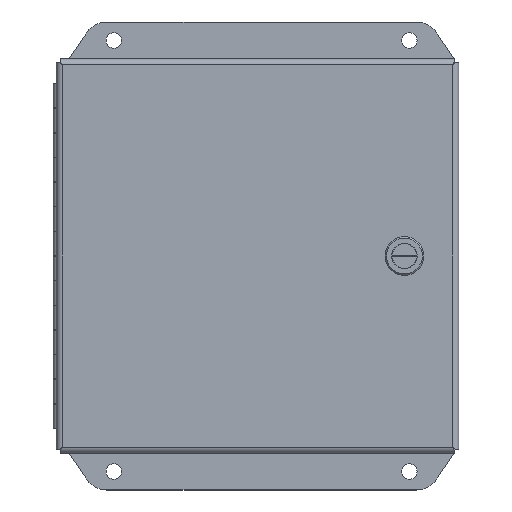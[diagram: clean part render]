
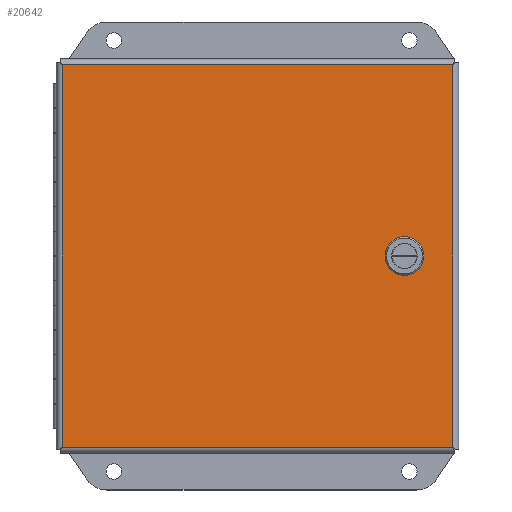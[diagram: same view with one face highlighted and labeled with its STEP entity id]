
A CAD part, front view. The second image highlights one B-rep face of the part: STEP entity #20642.
In plain terms, the highlighted planar face has unit normal (0, -1, 0).
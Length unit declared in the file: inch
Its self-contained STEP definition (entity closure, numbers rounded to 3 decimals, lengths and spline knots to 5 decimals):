
#181 = VECTOR ( 'NONE', #1021, 39.37008 ) ;
#336 = VECTOR ( 'NONE', #18719, 39.37008 ) ;
#540 = LINE ( 'NONE', #10175, #14262 ) ;
#1021 = DIRECTION ( 'NONE',  ( 0.707, 0., -0.707 ) ) ;
#1130 = CARTESIAN_POINT ( 'NONE',  ( 2.82441, -4.61697, -0.331 ) ) ;
#1168 = VECTOR ( 'NONE', #7545, 39.37008 ) ;
#1239 = VERTEX_POINT ( 'NONE', #13462 ) ;
#1414 = CARTESIAN_POINT ( 'NONE',  ( 2.82441, -4.61697, 0.331 ) ) ;
#1516 = ORIENTED_EDGE ( 'NONE', *, *, #7747, .T. ) ;
#1572 = VECTOR ( 'NONE', #4369, 39.37008 ) ;
#1781 = CARTESIAN_POINT ( 'NONE',  ( 3.231, -4.61697, 0.07559 ) ) ;
#2187 = PLANE ( 'NONE',  #18208 ) ;
#2261 = EDGE_CURVE ( 'NONE', #7324, #16972, #7438, .T. ) ;
#2646 = EDGE_CURVE ( 'NONE', #18843, #11476, #10804, .T. ) ;
#2692 = ORIENTED_EDGE ( 'NONE', *, *, #2261, .T. ) ;
#2724 = VECTOR ( 'NONE', #4767, 39.37008 ) ;
#2850 = VECTOR ( 'NONE', #18096, 39.37008 ) ;
#2863 = CARTESIAN_POINT ( 'NONE',  ( 2.82441, -4.61697, -0.331 ) ) ;
#2890 = VERTEX_POINT ( 'NONE', #2863 ) ;
#3696 = EDGE_CURVE ( 'NONE', #2890, #11160, #19684, .T. ) ;
#4088 = ORIENTED_EDGE ( 'NONE', *, *, #17668, .F. ) ;
#4369 = DIRECTION ( 'NONE',  ( 0., 0., 1. ) ) ;
#4767 = DIRECTION ( 'NONE',  ( 0., 0., 1. ) ) ;
#4849 = CARTESIAN_POINT ( 'NONE',  ( 2.97559, -4.61697, -0.331 ) ) ;
#4959 = LINE ( 'NONE', #19458, #6701 ) ;
#5240 = ORIENTED_EDGE ( 'NONE', *, *, #2646, .F. ) ;
#5271 = EDGE_CURVE ( 'NONE', #6193, #1239, #12411, .T. ) ;
#5414 = DIRECTION ( 'NONE',  ( 0.707, 0., 0.707 ) ) ;
#5539 = CARTESIAN_POINT ( 'NONE',  ( 3.231, -4.61697, -0.07559 ) ) ;
#5813 = LINE ( 'NONE', #10467, #336 ) ;
#6184 = CARTESIAN_POINT ( 'NONE',  ( 2.569, -4.61697, -0.07559 ) ) ;
#6193 = VERTEX_POINT ( 'NONE', #5539 ) ;
#6513 = CARTESIAN_POINT ( 'NONE',  ( 2.569, -4.61697, 0.07559 ) ) ;
#6604 = CARTESIAN_POINT ( 'NONE',  ( 2.569, -4.61697, -0.07559 ) ) ;
#6691 = EDGE_CURVE ( 'NONE', #16972, #15534, #12808, .T. ) ;
#6701 = VECTOR ( 'NONE', #8548, 39.37008 ) ;
#7010 = ORIENTED_EDGE ( 'NONE', *, *, #6691, .T. ) ;
#7056 = CARTESIAN_POINT ( 'NONE',  ( 3.8785, -4.61697, -3.8785 ) ) ;
#7324 = VERTEX_POINT ( 'NONE', #20595 ) ;
#7438 = LINE ( 'NONE', #20572, #1168 ) ;
#7545 = DIRECTION ( 'NONE',  ( 1., 0., 0. ) ) ;
#7747 = EDGE_CURVE ( 'NONE', #18846, #7324, #9426, .T. ) ;
#7945 = DIRECTION ( 'NONE',  ( 0., 0., -1. ) ) ;
#8105 = EDGE_CURVE ( 'NONE', #1239, #20086, #5813, .T. ) ;
#8120 = VECTOR ( 'NONE', #7945, 39.37008 ) ;
#8325 = FACE_BOUND ( 'NONE', #13179, .T. ) ;
#8430 = DIRECTION ( 'NONE',  ( 0., -1., 0. ) ) ;
#8548 = DIRECTION ( 'NONE',  ( -1., 0., 0. ) ) ;
#8628 = ORIENTED_EDGE ( 'NONE', *, *, #5271, .F. ) ;
#9270 = EDGE_CURVE ( 'NONE', #11160, #6193, #540, .T. ) ;
#9426 = LINE ( 'NONE', #9625, #8120 ) ;
#9455 = LINE ( 'NONE', #6184, #18111 ) ;
#9625 = CARTESIAN_POINT ( 'NONE',  ( -4.0455, -4.61697, -3.8785 ) ) ;
#10054 = CARTESIAN_POINT ( 'NONE',  ( 2.97559, -4.61697, -0.331 ) ) ;
#10175 = CARTESIAN_POINT ( 'NONE',  ( 3.231, -4.61697, -0.07559 ) ) ;
#10467 = CARTESIAN_POINT ( 'NONE',  ( 2.97559, -4.61697, 0.331 ) ) ;
#10731 = ORIENTED_EDGE ( 'NONE', *, *, #3696, .F. ) ;
#10738 = LINE ( 'NONE', #1414, #15013 ) ;
#10804 = LINE ( 'NONE', #12073, #19191 ) ;
#11160 = VERTEX_POINT ( 'NONE', #4849 ) ;
#11388 = ORIENTED_EDGE ( 'NONE', *, *, #19753, .T. ) ;
#11476 = VERTEX_POINT ( 'NONE', #6513 ) ;
#11582 = CARTESIAN_POINT ( 'NONE',  ( 2.82441, -4.61697, 0.331 ) ) ;
#11714 = EDGE_CURVE ( 'NONE', #20086, #18843, #10738, .T. ) ;
#11967 = DIRECTION ( 'NONE',  ( -0.707, 0., -0.707 ) ) ;
#12073 = CARTESIAN_POINT ( 'NONE',  ( 2.569, -4.61697, 0.07559 ) ) ;
#12411 = LINE ( 'NONE', #1781, #1572 ) ;
#12633 = DIRECTION ( 'NONE',  ( 0., 0., -1. ) ) ;
#12737 = DIRECTION ( 'NONE',  ( -1., 0., 0. ) ) ;
#12808 = LINE ( 'NONE', #19267, #2724 ) ;
#13179 = EDGE_LOOP ( 'NONE', ( #10731, #14654, #4088, #5240, #15987, #16772, #8628, #17491 ) ) ;
#13196 = DIRECTION ( 'NONE',  ( 0., 0., -1. ) ) ;
#13462 = CARTESIAN_POINT ( 'NONE',  ( 3.231, -4.61697, 0.07559 ) ) ;
#13604 = CARTESIAN_POINT ( 'NONE',  ( 2.97559, -4.61697, 0.331 ) ) ;
#14074 = EDGE_LOOP ( 'NONE', ( #7010, #11388, #1516, #2692 ) ) ;
#14262 = VECTOR ( 'NONE', #5414, 39.37008 ) ;
#14654 = ORIENTED_EDGE ( 'NONE', *, *, #18736, .F. ) ;
#14791 = FACE_OUTER_BOUND ( 'NONE', #14074, .T. ) ;
#15013 = VECTOR ( 'NONE', #12737, 39.37008 ) ;
#15529 = LINE ( 'NONE', #1130, #181 ) ;
#15534 = VERTEX_POINT ( 'NONE', #19462 ) ;
#15987 = ORIENTED_EDGE ( 'NONE', *, *, #11714, .F. ) ;
#16156 = CARTESIAN_POINT ( 'NONE',  ( -4.0455, -4.61697, 3.8785 ) ) ;
#16463 = CARTESIAN_POINT ( 'NONE',  ( -4.0455, -4.61697, -3.8785 ) ) ;
#16772 = ORIENTED_EDGE ( 'NONE', *, *, #8105, .F. ) ;
#16972 = VERTEX_POINT ( 'NONE', #7056 ) ;
#17491 = ORIENTED_EDGE ( 'NONE', *, *, #9270, .F. ) ;
#17668 = EDGE_CURVE ( 'NONE', #11476, #20350, #9455, .T. ) ;
#18096 = DIRECTION ( 'NONE',  ( 1., 0., 0. ) ) ;
#18111 = VECTOR ( 'NONE', #12633, 39.37008 ) ;
#18208 = AXIS2_PLACEMENT_3D ( 'NONE', #16463, #8430, #13196 ) ;
#18719 = DIRECTION ( 'NONE',  ( -0.707, 0., 0.707 ) ) ;
#18736 = EDGE_CURVE ( 'NONE', #20350, #2890, #15529, .T. ) ;
#18843 = VERTEX_POINT ( 'NONE', #11582 ) ;
#18846 = VERTEX_POINT ( 'NONE', #16156 ) ;
#19191 = VECTOR ( 'NONE', #11967, 39.37008 ) ;
#19267 = CARTESIAN_POINT ( 'NONE',  ( 3.8785, -4.61697, -3.8785 ) ) ;
#19458 = CARTESIAN_POINT ( 'NONE',  ( -4.0455, -4.61697, 3.8785 ) ) ;
#19462 = CARTESIAN_POINT ( 'NONE',  ( 3.8785, -4.61697, 3.8785 ) ) ;
#19684 = LINE ( 'NONE', #10054, #2850 ) ;
#19753 = EDGE_CURVE ( 'NONE', #15534, #18846, #4959, .T. ) ;
#20086 = VERTEX_POINT ( 'NONE', #13604 ) ;
#20350 = VERTEX_POINT ( 'NONE', #6604 ) ;
#20572 = CARTESIAN_POINT ( 'NONE',  ( -4.0455, -4.61697, -3.8785 ) ) ;
#20595 = CARTESIAN_POINT ( 'NONE',  ( -4.0455, -4.61697, -3.8785 ) ) ;
#20642 = ADVANCED_FACE ( 'NONE', ( #8325, #14791 ), #2187, .T. ) ;
